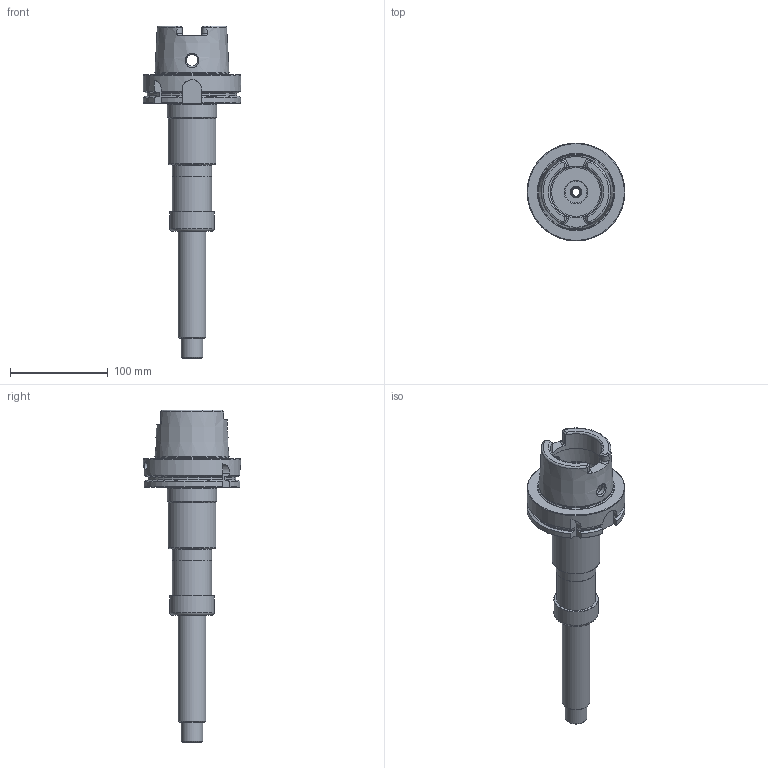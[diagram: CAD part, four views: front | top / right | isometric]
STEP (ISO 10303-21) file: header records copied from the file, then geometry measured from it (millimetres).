
FILE_DESCRIPTION(/* description */ (''),/* implementation_level */ '2;1');
FILE_NAME(/* name */ '888513130.stp',/* time_stamp */ '2021-07-28T09:04:49',/* author */ ('LRA'),/* organization */ ('REGO-FIX'),/* preprocessor_version */ ' Unknown',/* originating_system */ 'SIEMENS PLM Software Solid Edge ST10',/* authorization */ 'Unknown');
FILE_SCHEMA (('AUTOMOTIVE_DESIGN { 1 0 10303 214 2 1 1}'));
Length unit declared in the file: millimetre
Products named in the file (1): NOCUT
Bounding box: 100 x 100 x 339.7 mm (x, y, z)
Volume: 514872.6 mm3; surface area: 95061.4 mm2
Topology: 1 solids, 3 shells, 189 faces, 456 edges, 284 vertices
Faces by surface type: cylinder 52, cone 50, plane 48, torus 39
Full cylindrical faces by diameter (mm): 8 x1, 8.35 x2, 8.376 x1, 8.5 x1, 9.6 x1, 10 x1, 10.5 x1, 12 x3, 22.3 x1, 22.376 x1, 23.8 x1, 24.7 x1, 25 x2, 28.3 x1, 33.3 x1, 34 x1, 38.376 x1, 40 x1, 40.05 x1, 40.5 x1, 43.3 x1, 45.65 x1, 49 x1, 50.5 x1, 53 x2, 63 x1, 75.459 x1, 100 x1
Entity records: 6386 total; most frequent: CARTESIAN_POINT 1150, DIRECTION 848, ORIENTED_EDGE 660, AXIS2_PLACEMENT_3D 384, EDGE_CURVE 330, EDGE_LOOP 306, FACE_BOUND 306, VERTEX_POINT 254
